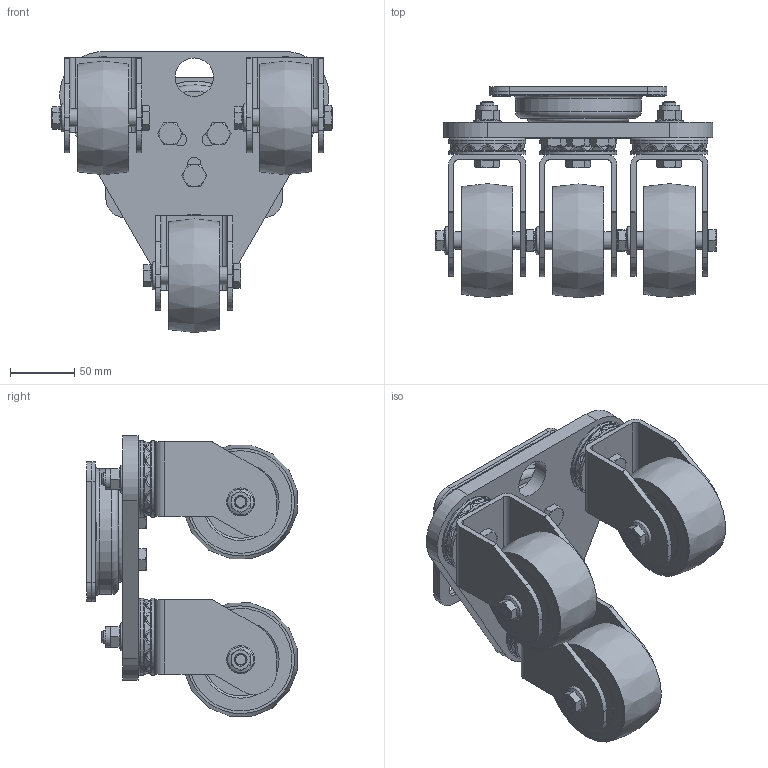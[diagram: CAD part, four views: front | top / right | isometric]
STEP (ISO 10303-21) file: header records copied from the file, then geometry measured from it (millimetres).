
FILE_DESCRIPTION(/* description */ (''),/* implementation_level */ '2;1');
FILE_NAME(/* name */ 'TLVU100KUP3LBH165.stp',/* time_stamp */ '2024-08-20T18:29:31+02:00',/* author */ ('raede'),/* organization */ (''),/* preprocessor_version */ 'ST-DEVELOPER v15.6',/* originating_system */ 'Autodesk Inventor 2015',/* authorisation */ '');
FILE_SCHEMA (('AUTOMOTIVE_DESIGN { 1 0 10303 214 3 1 1 }'));
Length unit declared in the file: millimetre
Products named in the file (13): H138_109; Dreieckplatte_210x12; Gehaeuse_LPU090KUO-EXPA-50x50; Rad_100_Fuer_LGPTS100KUP3; Rad_LPU090KUO-EXPA-50x50; Buchse_7x10x2; DIN 931-1 - M10 x 70; DIN 6923 - M10 x 1,5; LPU090KUO-EXPA-50x50_Prototyp; DIN 933 - M10  x 35; DIN 931-1 - M10 x 45; DIN EN 1663 - M10; TLVU100KUP3LBH165
Bounding box: 218.4 x 164.39 x 219.08 mm (x, y, z)
Volume: 1367837.5 mm3; surface area: 467004.7 mm2
Topology: 51 solids, 51 shells, 768 faces, 1726 edges, 1119 vertices
Faces by surface type: plane 323, cylinder 244, cone 129, bspline 47, torus 25
Full cylindrical faces by diameter (mm): 7.85 x12, 8.376 x6, 9 x2, 9.188 x3, 9.3 x2, 10 x16, 10.106 x3, 10.2 x3, 10.5 x6, 11 x9, 11.425 x1, 12 x6, 12.6 x3, 14 x8, 15.4 x3, 15.6 x6, 16 x3, 19.511 x3, 30 x1, 31.398 x12, 52 x3, 57.923 x3, 58 x3, 60 x6, 80 x6, 80.463 x1, 93 x1, 98 x1
Entity records: 11819 total; most frequent: CARTESIAN_POINT 3769, DIRECTION 1652, ORIENTED_EDGE 1420, EDGE_CURVE 710, AXIS2_PLACEMENT_3D 704, EDGE_LOOP 563, VERTEX_POINT 521, FACE_OUTER_BOUND 358
